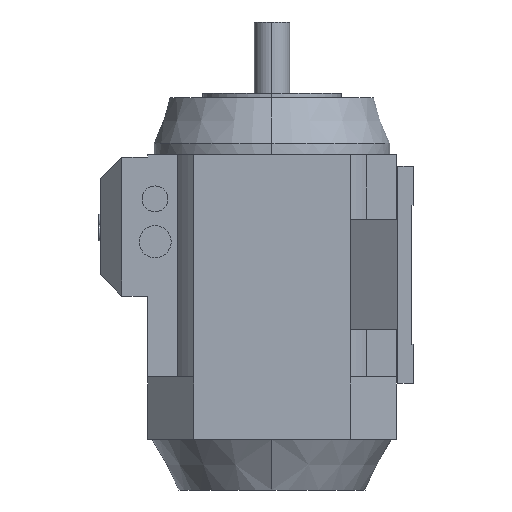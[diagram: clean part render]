
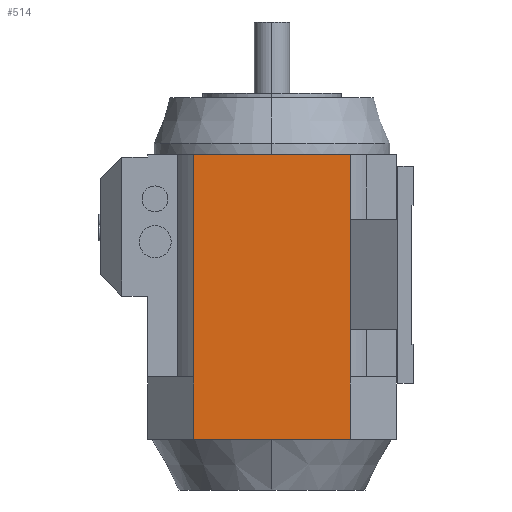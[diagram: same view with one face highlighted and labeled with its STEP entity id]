
A CAD part, left-side view. The second image highlights one B-rep face of the part: STEP entity #514.
In plain terms, the highlighted planar face has unit normal (-1, 0, 0).
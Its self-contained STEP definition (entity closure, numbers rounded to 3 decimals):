
#220=PLANE('',#4029);
#514=ADVANCED_FACE('',(#722),#220,.T.);
#722=FACE_OUTER_BOUND('',#964,.T.);
#964=EDGE_LOOP('',(#2076,#2077,#2078,#2079,#2080,#2081));
#2076=ORIENTED_EDGE('',*,*,#2541,.T.);
#2077=ORIENTED_EDGE('',*,*,#2725,.F.);
#2078=ORIENTED_EDGE('',*,*,#2941,.F.);
#2079=ORIENTED_EDGE('',*,*,#2944,.T.);
#2080=ORIENTED_EDGE('',*,*,#2942,.T.);
#2081=ORIENTED_EDGE('',*,*,#2703,.T.);
#2180=VERTEX_POINT('',#5261);
#2181=VERTEX_POINT('',#5263);
#2280=VERTEX_POINT('',#5587);
#2291=VERTEX_POINT('',#5630);
#2430=VERTEX_POINT('',#6272);
#2431=VERTEX_POINT('',#6276);
#2541=EDGE_CURVE('',#2181,#2180,#2989,.T.);
#2703=EDGE_CURVE('',#2280,#2181,#3119,.T.);
#2725=EDGE_CURVE('',#2291,#2180,#3140,.T.);
#2941=EDGE_CURVE('',#2430,#2291,#3333,.T.);
#2942=EDGE_CURVE('',#2431,#2280,#3334,.T.);
#2944=EDGE_CURVE('',#2430,#2431,#3336,.T.);
#2989=LINE('',#5262,#3381);
#3119=LINE('',#5588,#3511);
#3140=LINE('',#5631,#3532);
#3333=LINE('',#6273,#3725);
#3334=LINE('',#6275,#3726);
#3336=LINE('',#6279,#3728);
#3381=VECTOR('',#4291,1.);
#3511=VECTOR('',#4613,1.);
#3532=VECTOR('',#4656,1.);
#3725=VECTOR('',#5013,1.);
#3726=VECTOR('',#5016,1.);
#3728=VECTOR('',#5020,1.);
#4029=AXIS2_PLACEMENT_3D('',#6280,#5021,#5022);
#4291=DIRECTION('',(0.,1.,0.));
#4613=DIRECTION('',(0.,0.,1.));
#4656=DIRECTION('',(0.,0.,1.));
#5013=DIRECTION('',(0.,0.,1.));
#5016=DIRECTION('',(0.,0.,1.));
#5020=DIRECTION('',(0.,-1.,0.));
#5021=DIRECTION('',(-1.,0.,0.));
#5022=DIRECTION('',(0.,0.,-1.));
#5261=CARTESIAN_POINT('',(-98.5,62.013,225.5));
#5262=CARTESIAN_POINT('',(-98.5,-62.013,225.5));
#5263=CARTESIAN_POINT('',(-98.5,-62.013,225.5));
#5587=CARTESIAN_POINT('',(-98.5,-62.013,49.5));
#5588=CARTESIAN_POINT('',(-98.5,-62.013,49.5));
#5630=CARTESIAN_POINT('',(-98.5,62.013,49.5));
#5631=CARTESIAN_POINT('',(-98.5,62.013,49.5));
#6272=CARTESIAN_POINT('',(-98.5,62.013,0.));
#6273=CARTESIAN_POINT('',(-98.5,62.013,0.));
#6275=CARTESIAN_POINT('',(-98.5,-62.013,0.));
#6276=CARTESIAN_POINT('',(-98.5,-62.013,0.));
#6279=CARTESIAN_POINT('',(-98.5,62.013,0.));
#6280=CARTESIAN_POINT('',(-98.5,-62.013,0.));
